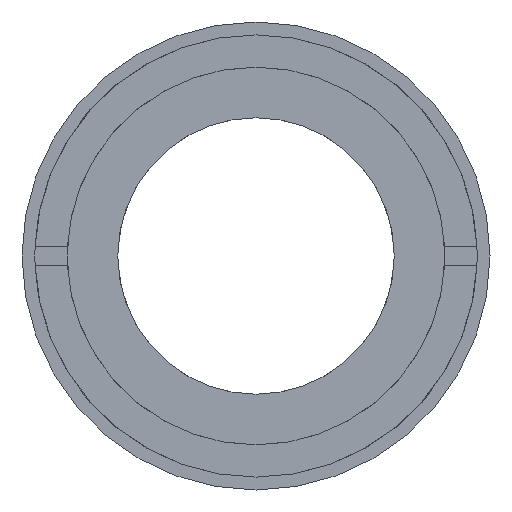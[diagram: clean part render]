
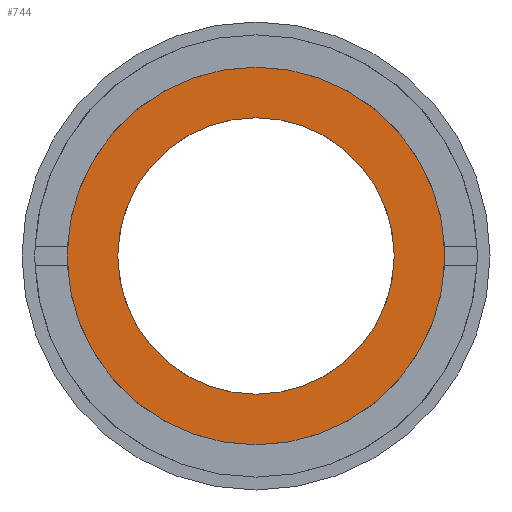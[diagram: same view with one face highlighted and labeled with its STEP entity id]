
A CAD part, front view. The second image highlights one B-rep face of the part: STEP entity #744.
In plain terms, the highlighted planar face has unit normal (0, -1, 0).
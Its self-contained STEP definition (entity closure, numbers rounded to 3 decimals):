
#116 = AXIS2_PLACEMENT_3D ( 'NONE', #268, #237, #207 ) ;
#139 = CARTESIAN_POINT ( 'NONE',  ( 0., 5., 0. ) ) ;
#156 = ORIENTED_EDGE ( 'NONE', *, *, #450, .F. ) ;
#207 = DIRECTION ( 'NONE',  ( 0., 0., 1. ) ) ;
#237 = DIRECTION ( 'NONE',  ( 0., 1., 0. ) ) ;
#266 = AXIS2_PLACEMENT_3D ( 'NONE', #681, #861, #804 ) ;
#268 = CARTESIAN_POINT ( 'NONE',  ( 0., 5., 0. ) ) ;
#283 = EDGE_LOOP ( 'NONE', ( #514, #156 ) ) ;
#306 = VERTEX_POINT ( 'NONE', #595 ) ;
#407 = VERTEX_POINT ( 'NONE', #740 ) ;
#426 = CARTESIAN_POINT ( 'NONE',  ( -15., 5., 0. ) ) ;
#450 = EDGE_CURVE ( 'NONE', #614, #741, #502, .T. ) ;
#502 = CIRCLE ( 'NONE', #875, 21.1 ) ;
#514 = ORIENTED_EDGE ( 'NONE', *, *, #1245, .F. ) ;
#557 = DIRECTION ( 'NONE',  ( 0., 0., -1. ) ) ;
#572 = EDGE_LOOP ( 'NONE', ( #760, #941 ) ) ;
#581 = CIRCLE ( 'NONE', #266, 21.1 ) ;
#595 = CARTESIAN_POINT ( 'NONE',  ( 0., 5., 15. ) ) ;
#614 = VERTEX_POINT ( 'NONE', #653 ) ;
#653 = CARTESIAN_POINT ( 'NONE',  ( 0., 5., -21.1 ) ) ;
#659 = CARTESIAN_POINT ( 'NONE',  ( 0., 5., 21.1 ) ) ;
#681 = CARTESIAN_POINT ( 'NONE',  ( 0., 5., 0. ) ) ;
#691 = AXIS2_PLACEMENT_3D ( 'NONE', #426, #889, #557 ) ;
#740 = CARTESIAN_POINT ( 'NONE',  ( 0., 5., -15. ) ) ;
#741 = VERTEX_POINT ( 'NONE', #659 ) ;
#744 = ADVANCED_FACE ( 'NONE', ( #1098, #1101 ), #967, .T. ) ;
#760 = ORIENTED_EDGE ( 'NONE', *, *, #1251, .T. ) ;
#804 = DIRECTION ( 'NONE',  ( 0., 0., 1. ) ) ;
#824 = AXIS2_PLACEMENT_3D ( 'NONE', #139, #903, #1015 ) ;
#861 = DIRECTION ( 'NONE',  ( 0., 1., 0. ) ) ;
#875 = AXIS2_PLACEMENT_3D ( 'NONE', #1202, #1189, #1324 ) ;
#889 = DIRECTION ( 'NONE',  ( 0., -1., 0. ) ) ;
#903 = DIRECTION ( 'NONE',  ( 0., 1., 0. ) ) ;
#934 = CIRCLE ( 'NONE', #116, 15. ) ;
#941 = ORIENTED_EDGE ( 'NONE', *, *, #1153, .T. ) ;
#967 = PLANE ( 'NONE',  #691 ) ;
#1015 = DIRECTION ( 'NONE',  ( 0., 0., 1. ) ) ;
#1098 = FACE_BOUND ( 'NONE', #572, .T. ) ;
#1101 = FACE_OUTER_BOUND ( 'NONE', #283, .T. ) ;
#1134 = CIRCLE ( 'NONE', #824, 15. ) ;
#1153 = EDGE_CURVE ( 'NONE', #407, #306, #934, .T. ) ;
#1189 = DIRECTION ( 'NONE',  ( 0., 1., 0. ) ) ;
#1202 = CARTESIAN_POINT ( 'NONE',  ( 0., 5., 0. ) ) ;
#1245 = EDGE_CURVE ( 'NONE', #741, #614, #581, .T. ) ;
#1251 = EDGE_CURVE ( 'NONE', #306, #407, #1134, .T. ) ;
#1324 = DIRECTION ( 'NONE',  ( 0., 0., 1. ) ) ;
